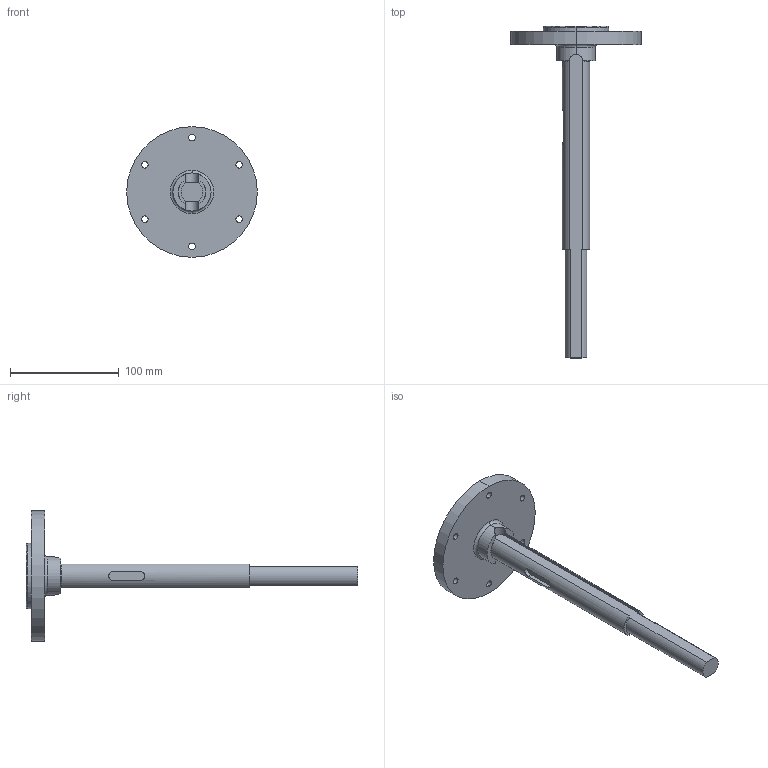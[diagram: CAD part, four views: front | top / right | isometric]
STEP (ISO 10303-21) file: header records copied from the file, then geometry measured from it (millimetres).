
FILE_DESCRIPTION (( 'STEP AP214' ), '1' );
FILE_NAME ('arbre.STEP', '2020-01-22T14:17:38', ( '' ), ( '' ), 'SwSTEP 2.0', 'SolidWorks 2019', '' );
FILE_SCHEMA (( 'AUTOMOTIVE_DESIGN' ));
Length unit declared in the file: millimetre
Products named in the file (1): arbre
Bounding box: 120 x 305 x 120 mm (x, y, z)
Volume: 260068.6 mm3; surface area: 52187.9 mm2
Topology: 1 solids, 1 shells, 51 faces, 128 edges, 82 vertices
Faces by surface type: cylinder 26, plane 17, torus 6, cone 2
Entity records: 1882 total; most frequent: CARTESIAN_POINT 432, DIRECTION 282, ORIENTED_EDGE 256, EDGE_CURVE 128, AXIS2_PLACEMENT_3D 112, VERTEX_POINT 82, EDGE_LOOP 66, CIRCLE 60
